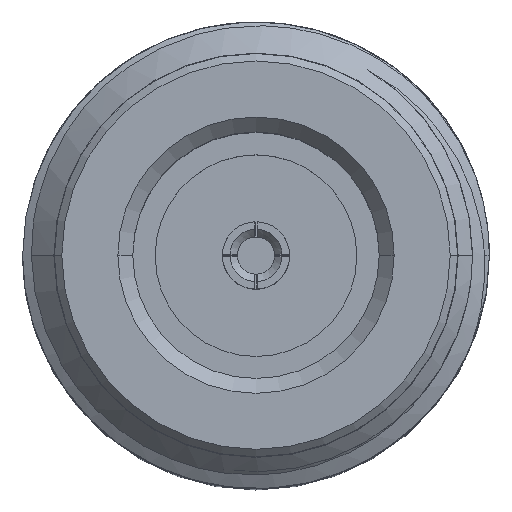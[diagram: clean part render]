
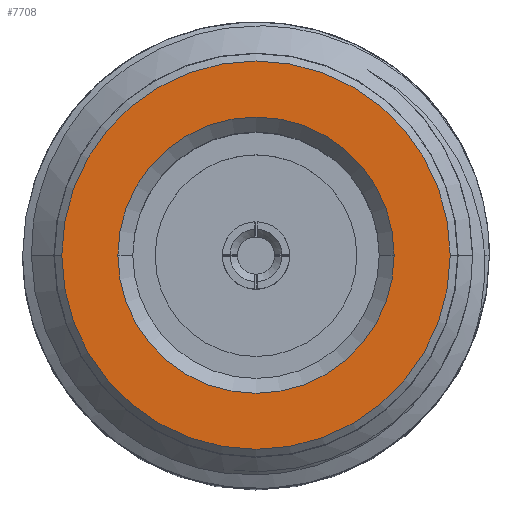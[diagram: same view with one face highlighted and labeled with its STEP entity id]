
A CAD part, top view. The second image highlights one B-rep face of the part: STEP entity #7708.
In plain terms, the highlighted planar face has unit normal (0, 0, 1).
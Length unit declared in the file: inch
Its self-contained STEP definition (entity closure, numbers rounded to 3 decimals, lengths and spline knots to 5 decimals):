
#140 = DIRECTION ( 'NONE',  ( 0., 0., -1. ) ) ;
#850 = AXIS2_PLACEMENT_3D ( 'NONE', #2265, #1629, #6206 ) ;
#1378 = CARTESIAN_POINT ( 'NONE',  ( 0., 0., 0. ) ) ;
#1629 = DIRECTION ( 'NONE',  ( 0., 0., 1. ) ) ;
#1893 = ORIENTED_EDGE ( 'NONE', *, *, #3808, .T. ) ;
#2115 = VERTEX_POINT ( 'NONE', #2866 ) ;
#2202 = CIRCLE ( 'NONE', #850, 0.26 ) ;
#2265 = CARTESIAN_POINT ( 'NONE',  ( 0., 0., 0. ) ) ;
#2377 = VERTEX_POINT ( 'NONE', #4384 ) ;
#2495 = EDGE_LOOP ( 'NONE', ( #5711, #1893 ) ) ;
#2559 = DIRECTION ( 'NONE',  ( 0., 0., -1. ) ) ;
#2698 = EDGE_LOOP ( 'NONE', ( #7372, #3176 ) ) ;
#2716 = DIRECTION ( 'NONE',  ( 1., 0., 0. ) ) ;
#2866 = CARTESIAN_POINT ( 'NONE',  ( 0.26, 0., 0. ) ) ;
#2890 = DIRECTION ( 'NONE',  ( 1., 0., 0. ) ) ;
#2924 = EDGE_CURVE ( 'NONE', #7725, #2115, #7988, .T. ) ;
#2931 = PLANE ( 'NONE',  #3017 ) ;
#3017 = AXIS2_PLACEMENT_3D ( 'NONE', #6028, #6702, #2890 ) ;
#3082 = CARTESIAN_POINT ( 'NONE',  ( 0., 0., 0. ) ) ;
#3119 = CIRCLE ( 'NONE', #8131, 0.185 ) ;
#3176 = ORIENTED_EDGE ( 'NONE', *, *, #7434, .T. ) ;
#3198 = CARTESIAN_POINT ( 'NONE',  ( 0., 0., 0. ) ) ;
#3327 = DIRECTION ( 'NONE',  ( 1., 0., 0. ) ) ;
#3808 = EDGE_CURVE ( 'NONE', #8261, #2377, #3119, .T. ) ;
#4384 = CARTESIAN_POINT ( 'NONE',  ( 0.185, 0., 0. ) ) ;
#4842 = CARTESIAN_POINT ( 'NONE',  ( -0.26, 0., 0. ) ) ;
#5293 = AXIS2_PLACEMENT_3D ( 'NONE', #1378, #140, #3327 ) ;
#5389 = FACE_BOUND ( 'NONE', #2495, .T. ) ;
#5679 = EDGE_CURVE ( 'NONE', #2377, #8261, #8015, .T. ) ;
#5711 = ORIENTED_EDGE ( 'NONE', *, *, #5679, .T. ) ;
#6028 = CARTESIAN_POINT ( 'NONE',  ( 0., 0., 0. ) ) ;
#6206 = DIRECTION ( 'NONE',  ( 1., 0., 0. ) ) ;
#6214 = DIRECTION ( 'NONE',  ( 0., 0., 1. ) ) ;
#6230 = CARTESIAN_POINT ( 'NONE',  ( -0.185, 0., 0. ) ) ;
#6702 = DIRECTION ( 'NONE',  ( 0., 0., 1. ) ) ;
#6753 = AXIS2_PLACEMENT_3D ( 'NONE', #3082, #6214, #7025 ) ;
#6831 = FACE_OUTER_BOUND ( 'NONE', #2698, .T. ) ;
#7025 = DIRECTION ( 'NONE',  ( 1., 0., 0. ) ) ;
#7372 = ORIENTED_EDGE ( 'NONE', *, *, #2924, .T. ) ;
#7434 = EDGE_CURVE ( 'NONE', #2115, #7725, #2202, .T. ) ;
#7708 = ADVANCED_FACE ( 'NONE', ( #5389, #6831 ), #2931, .T. ) ;
#7725 = VERTEX_POINT ( 'NONE', #4842 ) ;
#7988 = CIRCLE ( 'NONE', #6753, 0.26 ) ;
#8015 = CIRCLE ( 'NONE', #5293, 0.185 ) ;
#8131 = AXIS2_PLACEMENT_3D ( 'NONE', #3198, #2559, #2716 ) ;
#8261 = VERTEX_POINT ( 'NONE', #6230 ) ;
